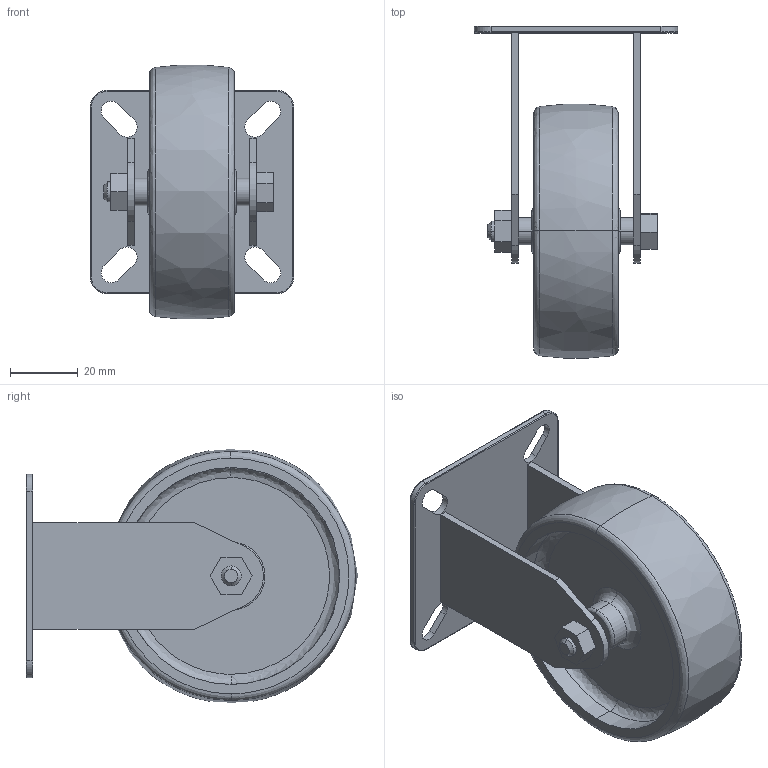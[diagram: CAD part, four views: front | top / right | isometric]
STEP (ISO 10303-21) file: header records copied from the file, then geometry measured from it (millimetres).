
FILE_DESCRIPTION (( 'STEP AP203' ), '1' );
FILE_NAME ('R3711.STEP', '2020-02-21T02:16:31', ( '' ), ( '' ), 'SwSTEP 2.0', 'SolidWorks 2013', '' );
FILE_SCHEMA (( 'CONFIG_CONTROL_DESIGN' ));
Length unit declared in the file: millimetre
Products named in the file (1): R3711
Bounding box: 60 x 97.89 x 74.83 mm (x, y, z)
Volume: 72926.5 mm3; surface area: 36199.4 mm2
Topology: 3 solids, 3 shells, 127 faces, 308 edges, 198 vertices
Faces by surface type: plane 51, cylinder 48, bspline 26, cone 2
Entity records: 5047 total; most frequent: CARTESIAN_POINT 2004, DIRECTION 620, ORIENTED_EDGE 616, EDGE_CURVE 308, AXIS2_PLACEMENT_3D 234, VERTEX_POINT 198, EDGE_LOOP 152, LINE 152
